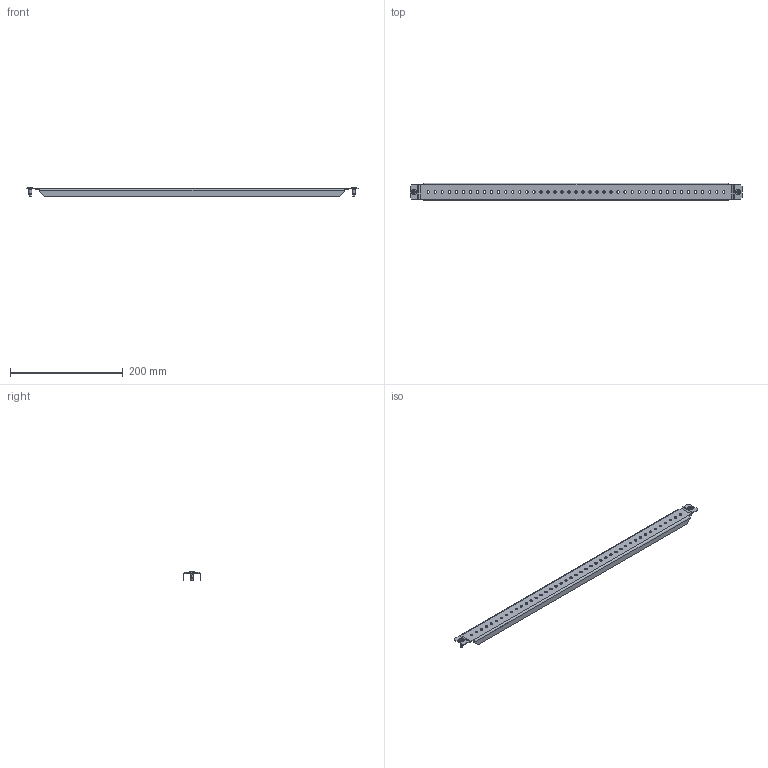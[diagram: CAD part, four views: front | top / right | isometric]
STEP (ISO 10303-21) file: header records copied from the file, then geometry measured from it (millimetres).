
FILE_DESCRIPTION (( 'STEP AP203' ), '1' );
FILE_NAME ('U0252600301 扻斀錼膷 謥樏 蟯 LC2_RS52 00.60 (000.801.083-02).STEP', '2022-04-18T07:16:22', ( '' ), ( '' ), 'SwSTEP 2.0', 'SolidWorks 2017', '' );
FILE_SCHEMA (( 'CONFIG_CONTROL_DESIGN' ));
Length unit declared in the file: millimetre
Products named in the file (3): Âèíò DIN 7500 M TORX_Œ5å16; 025-162 Ðåéêà ÂÌ èçì 1_02   (60); U0252600301 扻斀錼膷 謥樏 蟯 LC2_RS52 00.60 (000.801.083-02)
Assembly tree (3 placements, depth 2):
  U0252600301 扻斀錼膷 謥樏 蟯 LC2_RS52 00.60 (000.801.083-02)
    025-162 Ðåéêà ÂÌ èçì 1_02   (60)
    Âèíò DIN 7500 M TORX_Œ5å16  x2
Bounding box: 590 x 31.8 x 16 mm (x, y, z)
Volume: 41061.5 mm3; surface area: 61150.1 mm2
Topology: 3 solids, 3 shells, 244 faces, 640 edges, 404 vertices
Faces by surface type: cylinder 164, plane 60, cone 12, torus 8
Entity records: 6764 total; most frequent: DIRECTION 1219, CARTESIAN_POINT 1065, ORIENTED_EDGE 1054, EDGE_CURVE 527, AXIS2_PLACEMENT_3D 486, VERTEX_POINT 332, EDGE_LOOP 291, CIRCLE 280
